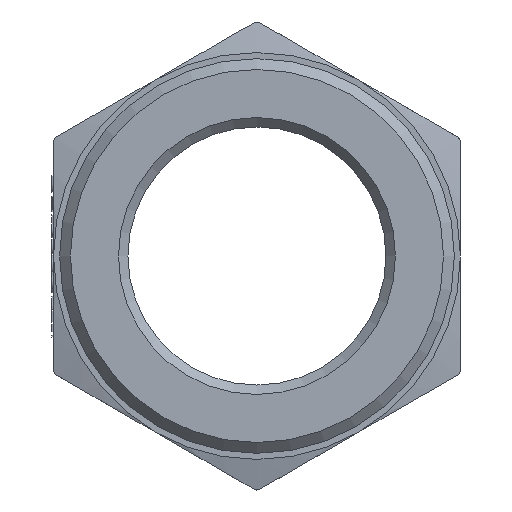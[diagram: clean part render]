
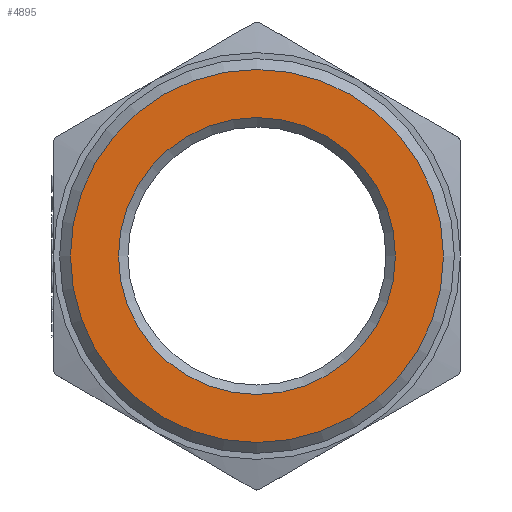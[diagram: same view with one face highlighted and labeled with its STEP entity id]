
A CAD part, left-side view. The second image highlights one B-rep face of the part: STEP entity #4895.
In plain terms, the highlighted planar face has unit normal (-1, 0, 0).
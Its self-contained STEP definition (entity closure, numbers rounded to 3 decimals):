
#172 = CARTESIAN_POINT ( 'NONE',  ( -17.5, 0., 7.35 ) ) ;
#177 = CARTESIAN_POINT ( 'NONE',  ( -17.5, 0., 9.902 ) ) ;
#833 = ORIENTED_EDGE ( 'NONE', *, *, #6089, .F. ) ;
#3369 = FACE_OUTER_BOUND ( 'NONE', #8659, .T. ) ;
#3370 = FACE_BOUND ( 'NONE', #8663, .T. ) ;
#3826 = PLANE ( 'NONE',  #12856 ) ;
#3827 = CARTESIAN_POINT ( 'NONE',  ( -17.5, 0., -10.477 ) ) ;
#3828 = DIRECTION ( 'NONE',  ( -1., 0., 0. ) ) ;
#3829 = DIRECTION ( 'NONE',  ( 0., 0., 1. ) ) ;
#4895 = ADVANCED_FACE ( 'NONE', ( #3369, #3370 ), #3826, .T. ) ;
#6089 = EDGE_CURVE ( 'NONE', #12940, #12940, #9106, .T. ) ;
#6280 = EDGE_CURVE ( 'NONE', #12945, #12945, #9308, .T. ) ;
#6534 = AXIS2_PLACEMENT_3D ( 'NONE', #12329, #12330, #12331 ) ;
#7241 = AXIS2_PLACEMENT_3D ( 'NONE', #7821, #7822, #7823 ) ;
#7821 = CARTESIAN_POINT ( 'NONE',  ( -17.5, 0., 0. ) ) ;
#7822 = DIRECTION ( 'NONE',  ( -1., 0., 0. ) ) ;
#7823 = DIRECTION ( 'NONE',  ( 0., 0., 1. ) ) ;
#8111 = ORIENTED_EDGE ( 'NONE', *, *, #6280, .F. ) ;
#8659 = EDGE_LOOP ( 'NONE', ( #8111 ) ) ;
#8663 = EDGE_LOOP ( 'NONE', ( #833 ) ) ;
#9106 = CIRCLE ( 'NONE', #7241, 7.35 ) ;
#9308 = CIRCLE ( 'NONE', #6534, 9.902 ) ;
#12329 = CARTESIAN_POINT ( 'NONE',  ( -17.5, 0., 0. ) ) ;
#12330 = DIRECTION ( 'NONE',  ( 1., 0., 0. ) ) ;
#12331 = DIRECTION ( 'NONE',  ( 0., 0., 1. ) ) ;
#12856 = AXIS2_PLACEMENT_3D ( 'NONE', #3827, #3828, #3829 ) ;
#12940 = VERTEX_POINT ( 'NONE', #172 ) ;
#12945 = VERTEX_POINT ( 'NONE', #177 ) ;
